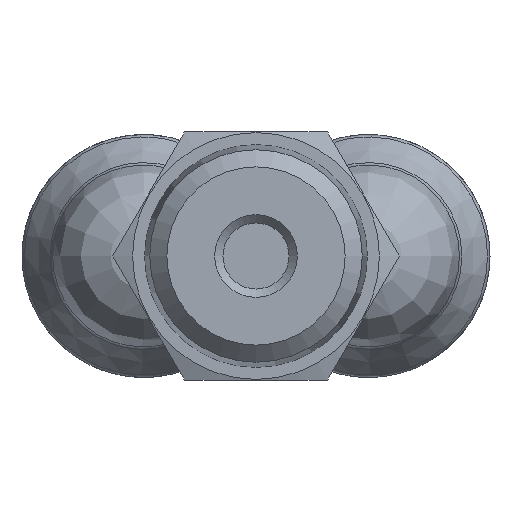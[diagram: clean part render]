
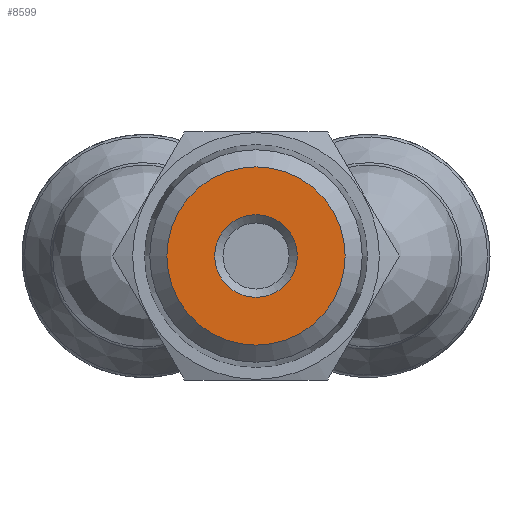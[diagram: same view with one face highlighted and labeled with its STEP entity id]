
A CAD part, front view. The second image highlights one B-rep face of the part: STEP entity #8599.
In plain terms, the highlighted face is planar.
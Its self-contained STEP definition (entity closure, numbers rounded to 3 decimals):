
#8568=CARTESIAN_POINT('',(-30.6,0.,-2.5));
#8569=VERTEX_POINT('',#8568);
#8570=CARTESIAN_POINT('',(-30.6,0.,0.0));
#8571=DIRECTION('',(-1.0,0.0,0.0));
#8572=DIRECTION('',(0.0,0.0,1.0));
#8573=AXIS2_PLACEMENT_3D('',#8570,#8571,#8572);
#8574=CIRCLE('',#8573,2.5);
#8575=EDGE_CURVE('',#8569,#8569,#8574,.T.);
#8580=CARTESIAN_POINT('',(-30.6,3.195,0.0));
#8581=DIRECTION('',(-1.0,0.0,0.0));
#8582=DIRECTION('',(0.0,0.0,1.0));
#8583=AXIS2_PLACEMENT_3D('',#8580,#8581,#8582);
#8584=PLANE('',#8583);
#8585=CARTESIAN_POINT('',(-30.6,5.39,0.));
#8586=VERTEX_POINT('',#8585);
#8587=CARTESIAN_POINT('',(-30.6,0.,0.0));
#8588=DIRECTION('',(1.0,0.0,0.0));
#8589=DIRECTION('',(0.0,-1.0,0.0));
#8590=AXIS2_PLACEMENT_3D('',#8587,#8588,#8589);
#8591=CIRCLE('',#8590,5.391);
#8592=EDGE_CURVE('',#8586,#8586,#8591,.T.);
#8593=ORIENTED_EDGE('',*,*,#8592,.F.);
#8594=EDGE_LOOP('',(#8593));
#8595=FACE_OUTER_BOUND('',#8594,.T.);
#8596=ORIENTED_EDGE('',*,*,#8575,.F.);
#8597=EDGE_LOOP('',(#8596));
#8598=FACE_BOUND('',#8597,.T.);
#8599=ADVANCED_FACE('',(#8595,#8598),#8584,.T.);
